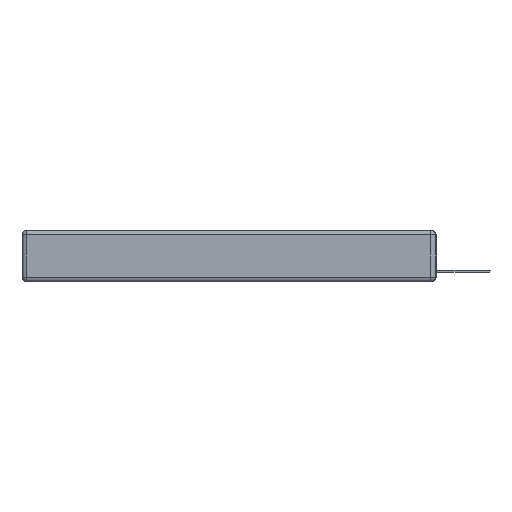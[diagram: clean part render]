
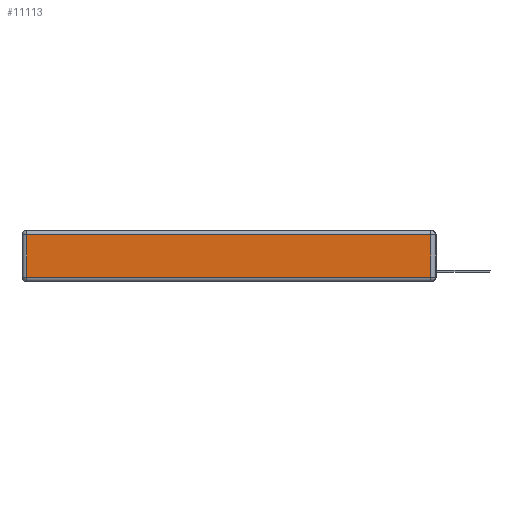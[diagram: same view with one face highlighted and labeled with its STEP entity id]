
A CAD part, left-side view. The second image highlights one B-rep face of the part: STEP entity #11113.
In plain terms, the highlighted planar face has unit normal (-1, 0, 0).
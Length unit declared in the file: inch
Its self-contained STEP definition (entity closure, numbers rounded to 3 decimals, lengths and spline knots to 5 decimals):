
#418 = FACE_OUTER_BOUND ( 'NONE', #9047, .T. ) ;
#2421 = VERTEX_POINT ( 'NONE', #21746 ) ;
#2520 = ORIENTED_EDGE ( 'NONE', *, *, #22695, .T. ) ;
#2906 = DIRECTION ( 'NONE',  ( 0., -1., 0. ) ) ;
#2961 = VERTEX_POINT ( 'NONE', #15208 ) ;
#3653 = CARTESIAN_POINT ( 'NONE',  ( 0., 2.72, -0.343 ) ) ;
#4430 = CARTESIAN_POINT ( 'NONE',  ( 0., 0., -0.343 ) ) ;
#5707 = CARTESIAN_POINT ( 'NONE',  ( 0., 2.75, -0.03 ) ) ;
#6545 = VERTEX_POINT ( 'NONE', #21579 ) ;
#7267 = VECTOR ( 'NONE', #23681, 39.37008 ) ;
#7522 = ORIENTED_EDGE ( 'NONE', *, *, #18430, .T. ) ;
#7812 = LINE ( 'NONE', #5707, #13341 ) ;
#8266 = PLANE ( 'NONE',  #15376 ) ;
#8634 = ORIENTED_EDGE ( 'NONE', *, *, #18453, .T. ) ;
#9047 = EDGE_LOOP ( 'NONE', ( #13067, #7522, #2520, #8634 ) ) ;
#9608 = LINE ( 'NONE', #3653, #21684 ) ;
#9887 = EDGE_CURVE ( 'NONE', #6545, #10174, #21092, .T. ) ;
#10174 = VERTEX_POINT ( 'NONE', #12056 ) ;
#11113 = ADVANCED_FACE ( 'NONE', ( #418 ), #8266, .T. ) ;
#12056 = CARTESIAN_POINT ( 'NONE',  ( 0., 0.03, -0.313 ) ) ;
#13067 = ORIENTED_EDGE ( 'NONE', *, *, #9887, .T. ) ;
#13341 = VECTOR ( 'NONE', #15914, 39.37008 ) ;
#13869 = CARTESIAN_POINT ( 'NONE',  ( 0., 0.03, -0.343 ) ) ;
#14647 = DIRECTION ( 'NONE',  ( -1., 0., 0. ) ) ;
#15193 = VECTOR ( 'NONE', #2906, 39.37008 ) ;
#15208 = CARTESIAN_POINT ( 'NONE',  ( 0., 0.03, -0.03 ) ) ;
#15376 = AXIS2_PLACEMENT_3D ( 'NONE', #4430, #14647, #24466 ) ;
#15914 = DIRECTION ( 'NONE',  ( 0., 1., 0. ) ) ;
#17446 = LINE ( 'NONE', #13869, #7267 ) ;
#17846 = DIRECTION ( 'NONE',  ( 0., 0., -1. ) ) ;
#18430 = EDGE_CURVE ( 'NONE', #10174, #2961, #17446, .T. ) ;
#18453 = EDGE_CURVE ( 'NONE', #2421, #6545, #9608, .T. ) ;
#18989 = CARTESIAN_POINT ( 'NONE',  ( 0., 0., -0.313 ) ) ;
#21092 = LINE ( 'NONE', #18989, #15193 ) ;
#21579 = CARTESIAN_POINT ( 'NONE',  ( 0., 2.72, -0.313 ) ) ;
#21684 = VECTOR ( 'NONE', #17846, 39.37008 ) ;
#21746 = CARTESIAN_POINT ( 'NONE',  ( 0., 2.72, -0.03 ) ) ;
#22695 = EDGE_CURVE ( 'NONE', #2961, #2421, #7812, .T. ) ;
#23681 = DIRECTION ( 'NONE',  ( 0., 0., 1. ) ) ;
#24466 = DIRECTION ( 'NONE',  ( 0., 0., 1. ) ) ;
